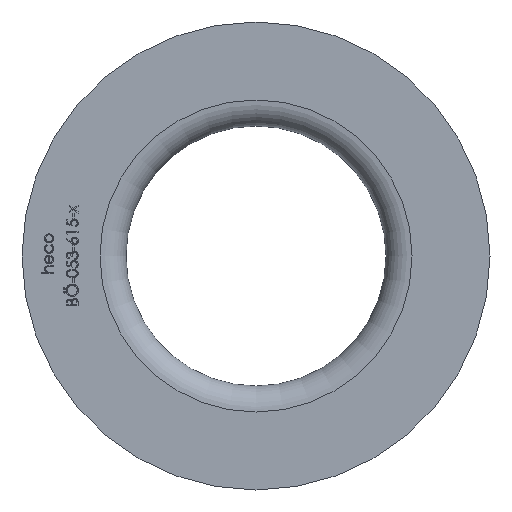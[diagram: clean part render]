
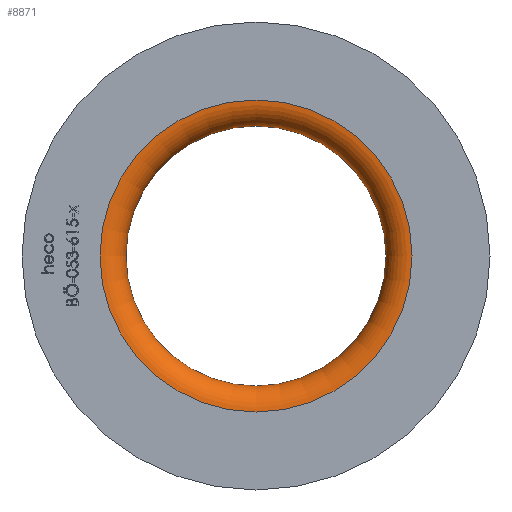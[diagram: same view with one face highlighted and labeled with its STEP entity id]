
A CAD part, left-side view. The second image highlights one B-rep face of the part: STEP entity #8871.
In plain terms, the highlighted toroidal (fillet/blend) face has major radius 30 mm and minor radius 5 mm.
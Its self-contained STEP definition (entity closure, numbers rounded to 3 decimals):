
#68 = AXIS2_PLACEMENT_3D ( 'NONE', #10244, #11402, #5618 ) ;
#1497 = CARTESIAN_POINT ( 'NONE',  ( 5., 0., -25. ) ) ;
#1912 = DIRECTION ( 'NONE',  ( 0., 0., -1. ) ) ;
#2316 = FACE_OUTER_BOUND ( 'NONE', #6875, .T. ) ;
#2714 = ORIENTED_EDGE ( 'NONE', *, *, #3504, .F. ) ;
#3104 = DIRECTION ( 'NONE',  ( 0., 0., -1. ) ) ;
#3166 = FACE_OUTER_BOUND ( 'NONE', #14344, .T. ) ;
#3325 = DIRECTION ( 'NONE',  ( 1., 0., 0. ) ) ;
#3504 = EDGE_CURVE ( 'NONE', #14349, #14349, #5396, .T. ) ;
#4517 = TOROIDAL_SURFACE ( 'NONE', #68, 30., 5. ) ;
#5197 = ORIENTED_EDGE ( 'NONE', *, *, #8368, .F. ) ;
#5271 = CARTESIAN_POINT ( 'NONE',  ( 5., 0., 0. ) ) ;
#5396 = CIRCLE ( 'NONE', #11546, 30. ) ;
#5618 = DIRECTION ( 'NONE',  ( 0., 0., -1. ) ) ;
#6875 = EDGE_LOOP ( 'NONE', ( #5197 ) ) ;
#7366 = VERTEX_POINT ( 'NONE', #1497 ) ;
#8368 = EDGE_CURVE ( 'NONE', #7366, #7366, #12354, .T. ) ;
#8871 = ADVANCED_FACE ( 'NONE', ( #3166, #2316 ), #4517, .T. ) ;
#10244 = CARTESIAN_POINT ( 'NONE',  ( 5., 0., 0. ) ) ;
#11402 = DIRECTION ( 'NONE',  ( 1., 0., 0. ) ) ;
#11546 = AXIS2_PLACEMENT_3D ( 'NONE', #13613, #3325, #1912 ) ;
#11910 = CARTESIAN_POINT ( 'NONE',  ( 0., 0., -30. ) ) ;
#12108 = AXIS2_PLACEMENT_3D ( 'NONE', #5271, #13555, #3104 ) ;
#12354 = CIRCLE ( 'NONE', #12108, 25. ) ;
#13555 = DIRECTION ( 'NONE',  ( -1., 0., 0. ) ) ;
#13613 = CARTESIAN_POINT ( 'NONE',  ( 0., 0., 0. ) ) ;
#14344 = EDGE_LOOP ( 'NONE', ( #2714 ) ) ;
#14349 = VERTEX_POINT ( 'NONE', #11910 ) ;
